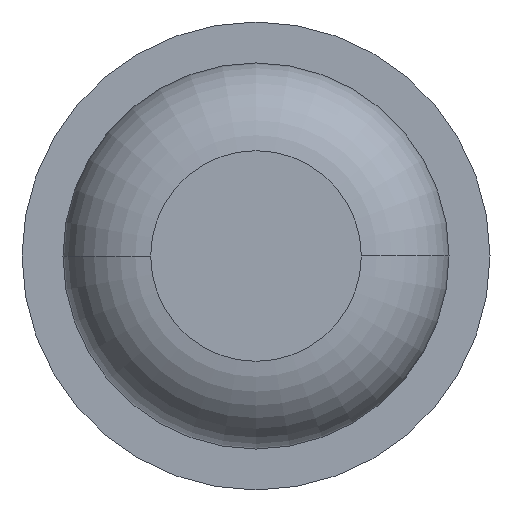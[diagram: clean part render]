
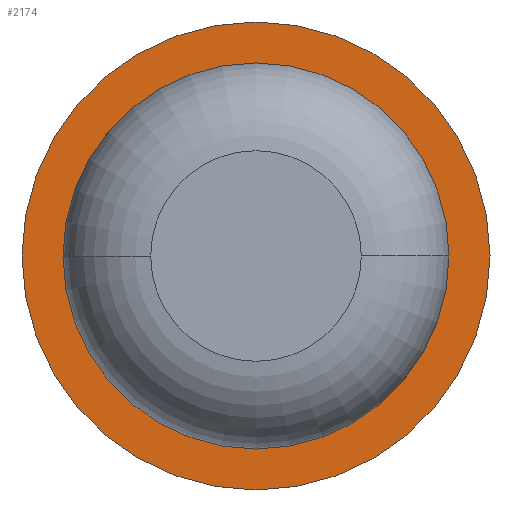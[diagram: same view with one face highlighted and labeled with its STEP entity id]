
A CAD part, front view. The second image highlights one B-rep face of the part: STEP entity #2174.
In plain terms, the highlighted planar face has unit normal (0, -1, 0).
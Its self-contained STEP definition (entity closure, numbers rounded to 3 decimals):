
#62 = DIRECTION ( 'NONE',  ( 0., 1., 0. ) ) ;
#303 = EDGE_LOOP ( 'NONE', ( #2262, #2601 ) ) ;
#442 = DIRECTION ( 'NONE',  ( 0., 1., 0. ) ) ;
#456 = CARTESIAN_POINT ( 'NONE',  ( 0., -6., 0. ) ) ;
#462 = AXIS2_PLACEMENT_3D ( 'NONE', #1222, #3473, #1471 ) ;
#634 = DIRECTION ( 'NONE',  ( -1., 0., 0. ) ) ;
#718 = DIRECTION ( 'NONE',  ( 0., 1., 0. ) ) ;
#925 = VERTEX_POINT ( 'NONE', #3150 ) ;
#953 = FACE_OUTER_BOUND ( 'NONE', #2575, .T. ) ;
#1067 = AXIS2_PLACEMENT_3D ( 'NONE', #3202, #1183, #2062 ) ;
#1106 = VERTEX_POINT ( 'NONE', #3180 ) ;
#1183 = DIRECTION ( 'NONE',  ( 0., 1., 0. ) ) ;
#1222 = CARTESIAN_POINT ( 'NONE',  ( 0., -6., 0. ) ) ;
#1233 = CIRCLE ( 'NONE', #2727, 0.825 ) ;
#1270 = EDGE_CURVE ( 'Defeature ausgef�hrt5_6+Defeature ausgef�hrt5_5+Defeature ausgef�hrt5_5+Defeature ausgef�hrt5_5', #1106, #1352, #2132, .T. ) ;
#1352 = VERTEX_POINT ( 'NONE', #2385 ) ;
#1415 = EDGE_CURVE ( 'Defeature ausgef�hrt5_5+Defeature ausgef�hrt5_0+Defeature ausgef�hrt5_0+Defeature ausgef�hrt5_0', #925, #1711, #1233, .T. ) ;
#1471 = DIRECTION ( 'NONE',  ( -1., 0., 0. ) ) ;
#1711 = VERTEX_POINT ( 'NONE', #2345 ) ;
#1722 = CIRCLE ( 'NONE', #3248, 0.825 ) ;
#1735 = PLANE ( 'NONE',  #3491 ) ;
#2029 = CARTESIAN_POINT ( 'NONE',  ( 0.825, -6., 0. ) ) ;
#2062 = DIRECTION ( 'NONE',  ( -1., 0., 0. ) ) ;
#2117 = ORIENTED_EDGE ( 'NONE', *, *, #1270, .F. ) ;
#2132 = CIRCLE ( 'NONE', #1067, 1. ) ;
#2157 = CARTESIAN_POINT ( 'NONE',  ( 0., -6., 0. ) ) ;
#2174 = ADVANCED_FACE ( 'Defeature ausgef�hrt5_5', ( #953, #2631 ), #1735, .F. ) ;
#2234 = EDGE_CURVE ( 'Defeature ausgef�hrt5_6+Defeature ausgef�hrt5_5+Defeature ausgef�hrt5_5+Defeature ausgef�hrt5_5', #1352, #1106, #2444, .T. ) ;
#2262 = ORIENTED_EDGE ( 'NONE', *, *, #2702, .T. ) ;
#2345 = CARTESIAN_POINT ( 'NONE',  ( -0.825, -6., 0. ) ) ;
#2385 = CARTESIAN_POINT ( 'NONE',  ( -1., -6., 0. ) ) ;
#2444 = CIRCLE ( 'NONE', #462, 1. ) ;
#2456 = DIRECTION ( 'NONE',  ( -1., 0., 0. ) ) ;
#2575 = EDGE_LOOP ( 'NONE', ( #3667, #2117 ) ) ;
#2601 = ORIENTED_EDGE ( 'NONE', *, *, #1415, .T. ) ;
#2631 = FACE_BOUND ( 'NONE', #303, .T. ) ;
#2702 = EDGE_CURVE ( 'Defeature ausgef�hrt5_5+Defeature ausgef�hrt5_0+Defeature ausgef�hrt5_0+Defeature ausgef�hrt5_0', #1711, #925, #1722, .T. ) ;
#2727 = AXIS2_PLACEMENT_3D ( 'NONE', #456, #718, #3021 ) ;
#3021 = DIRECTION ( 'NONE',  ( -1., 0., 0. ) ) ;
#3150 = CARTESIAN_POINT ( 'NONE',  ( 0.825, -6., 0. ) ) ;
#3180 = CARTESIAN_POINT ( 'NONE',  ( 1., -6., 0. ) ) ;
#3202 = CARTESIAN_POINT ( 'NONE',  ( 0., -6., 0. ) ) ;
#3248 = AXIS2_PLACEMENT_3D ( 'NONE', #2157, #442, #2456 ) ;
#3473 = DIRECTION ( 'NONE',  ( 0., 1., 0. ) ) ;
#3491 = AXIS2_PLACEMENT_3D ( 'NONE', #2029, #62, #634 ) ;
#3667 = ORIENTED_EDGE ( 'NONE', *, *, #2234, .F. ) ;
